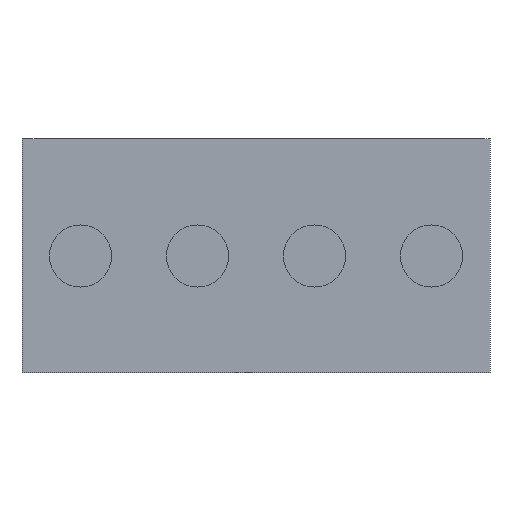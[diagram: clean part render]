
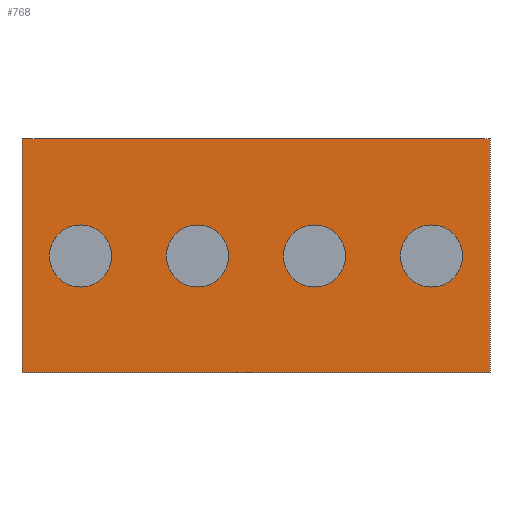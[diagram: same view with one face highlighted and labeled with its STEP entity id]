
A CAD part, front view. The second image highlights one B-rep face of the part: STEP entity #768.
In plain terms, the highlighted planar face has unit normal (0, -1, 0).
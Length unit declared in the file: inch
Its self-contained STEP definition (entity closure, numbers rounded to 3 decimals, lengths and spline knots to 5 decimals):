
#21=FACE_BOUND('',#142,.T.);
#22=FACE_BOUND('',#143,.T.);
#23=FACE_BOUND('',#144,.T.);
#24=FACE_BOUND('',#145,.T.);
#49=PLANE('',#871);
#92=FACE_OUTER_BOUND('',#141,.T.);
#141=EDGE_LOOP('',(#665,#666,#667,#668));
#142=EDGE_LOOP('',(#669));
#143=EDGE_LOOP('',(#670));
#144=EDGE_LOOP('',(#671));
#145=EDGE_LOOP('',(#672));
#172=LINE('',#1193,#239);
#215=LINE('',#1316,#282);
#216=LINE('',#1318,#283);
#217=LINE('',#1319,#284);
#239=VECTOR('',#970,0.3937);
#282=VECTOR('',#1095,0.3937);
#283=VECTOR('',#1096,0.3937);
#284=VECTOR('',#1097,0.3937);
#291=CIRCLE('',#803,0.13287);
#293=CIRCLE('',#807,0.13287);
#295=CIRCLE('',#811,0.13287);
#297=CIRCLE('',#815,0.13287);
#329=VERTEX_POINT('',#1122);
#331=VERTEX_POINT('',#1129);
#333=VERTEX_POINT('',#1136);
#335=VERTEX_POINT('',#1143);
#353=VERTEX_POINT('',#1190);
#354=VERTEX_POINT('',#1192);
#393=VERTEX_POINT('',#1315);
#394=VERTEX_POINT('',#1317);
#401=EDGE_CURVE('',#329,#329,#291,.T.);
#404=EDGE_CURVE('',#331,#331,#293,.T.);
#407=EDGE_CURVE('',#333,#333,#295,.T.);
#410=EDGE_CURVE('',#335,#335,#297,.T.);
#433=EDGE_CURVE('',#354,#353,#172,.T.);
#495=EDGE_CURVE('',#353,#393,#215,.T.);
#496=EDGE_CURVE('',#393,#394,#216,.T.);
#497=EDGE_CURVE('',#394,#354,#217,.T.);
#665=ORIENTED_EDGE('',*,*,#495,.T.);
#666=ORIENTED_EDGE('',*,*,#496,.T.);
#667=ORIENTED_EDGE('',*,*,#497,.T.);
#668=ORIENTED_EDGE('',*,*,#433,.T.);
#669=ORIENTED_EDGE('',*,*,#401,.T.);
#670=ORIENTED_EDGE('',*,*,#404,.T.);
#671=ORIENTED_EDGE('',*,*,#407,.T.);
#672=ORIENTED_EDGE('',*,*,#410,.T.);
#768=ADVANCED_FACE('',(#92,#21,#22,#23,#24),#49,.T.);
#803=AXIS2_PLACEMENT_3D('',#1123,#897,#898);
#807=AXIS2_PLACEMENT_3D('',#1130,#906,#907);
#811=AXIS2_PLACEMENT_3D('',#1137,#915,#916);
#815=AXIS2_PLACEMENT_3D('',#1144,#924,#925);
#871=AXIS2_PLACEMENT_3D('',#1314,#1093,#1094);
#897=DIRECTION('center_axis',(0.,1.,0.));
#898=DIRECTION('ref_axis',(1.,0.,0.));
#906=DIRECTION('center_axis',(0.,1.,0.));
#907=DIRECTION('ref_axis',(1.,0.,0.));
#915=DIRECTION('center_axis',(0.,1.,0.));
#916=DIRECTION('ref_axis',(1.,0.,0.));
#924=DIRECTION('center_axis',(0.,1.,0.));
#925=DIRECTION('ref_axis',(1.,0.,0.));
#970=DIRECTION('',(1.,0.,0.));
#1093=DIRECTION('center_axis',(0.,-1.,0.));
#1094=DIRECTION('ref_axis',(0.,0.,-1.));
#1095=DIRECTION('',(0.,0.,1.));
#1096=DIRECTION('',(-1.,0.,0.));
#1097=DIRECTION('',(0.,0.,-1.));
#1122=CARTESIAN_POINT('',(-0.88287,-1.95,0.));
#1123=CARTESIAN_POINT('Origin',(-0.75,-1.95,0.));
#1129=CARTESIAN_POINT('',(-0.38287,-1.95,0.));
#1130=CARTESIAN_POINT('Origin',(-0.25,-1.95,0.));
#1136=CARTESIAN_POINT('',(0.11713,-1.95,0.));
#1137=CARTESIAN_POINT('Origin',(0.25,-1.95,0.));
#1143=CARTESIAN_POINT('',(0.61713,-1.95,0.));
#1144=CARTESIAN_POINT('Origin',(0.75,-1.95,0.));
#1190=CARTESIAN_POINT('',(1.,-1.95,-0.5));
#1192=CARTESIAN_POINT('',(-1.,-1.95,-0.5));
#1193=CARTESIAN_POINT('',(1.,-1.95,-0.5));
#1314=CARTESIAN_POINT('Origin',(0.,-1.95,0.));
#1315=CARTESIAN_POINT('',(1.,-1.95,0.5));
#1316=CARTESIAN_POINT('',(1.,-1.95,0.5));
#1317=CARTESIAN_POINT('',(-1.,-1.95,0.5));
#1318=CARTESIAN_POINT('',(-1.,-1.95,0.5));
#1319=CARTESIAN_POINT('',(-1.,-1.95,-0.5));
